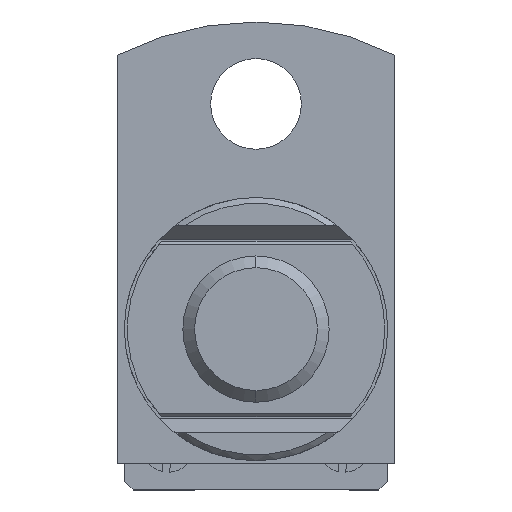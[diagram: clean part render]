
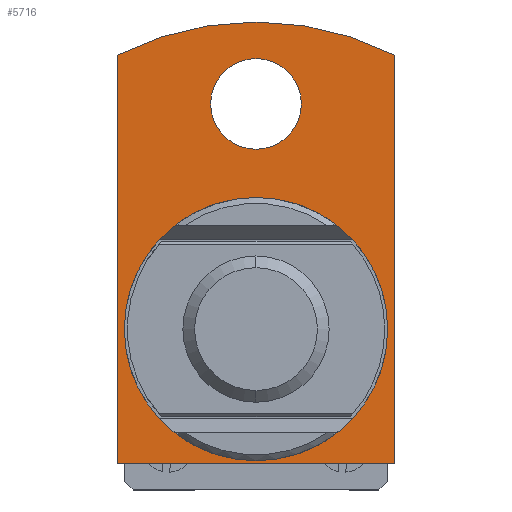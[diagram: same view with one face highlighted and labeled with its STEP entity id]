
A CAD part, front view. The second image highlights one B-rep face of the part: STEP entity #5716.
In plain terms, the highlighted planar face has unit normal (0, -1, 0).
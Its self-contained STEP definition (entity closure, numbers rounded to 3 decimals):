
#265 = DIRECTION ( 'NONE',  ( -1., 0., 0. ) ) ;
#338 = ORIENTED_EDGE ( 'NONE', *, *, #3523, .F. ) ;
#436 = AXIS2_PLACEMENT_3D ( 'NONE', #11970, #9832, #4240 ) ;
#501 = FACE_OUTER_BOUND ( 'NONE', #899, .T. ) ;
#661 = AXIS2_PLACEMENT_3D ( 'NONE', #1357, #5593, #9979 ) ;
#899 = EDGE_LOOP ( 'NONE', ( #6968, #8635, #1459, #338 ) ) ;
#1050 = CARTESIAN_POINT ( 'NONE',  ( 4.75, -5., -4.6 ) ) ;
#1357 = CARTESIAN_POINT ( 'NONE',  ( 0., -5., 7.7 ) ) ;
#1368 = VECTOR ( 'NONE', #8130, 1000. ) ;
#1459 = ORIENTED_EDGE ( 'NONE', *, *, #5110, .T. ) ;
#1754 = CIRCLE ( 'NONE', #436, 4.5 ) ;
#1918 = VERTEX_POINT ( 'NONE', #5201 ) ;
#2174 = CARTESIAN_POINT ( 'NONE',  ( -4.5, -5., 0. ) ) ;
#2265 = EDGE_CURVE ( 'Defeature ausgef�hrt5_5+Defeature ausgef�hrt5_27+Defeature ausgef�hrt5_15+Defeature ausgef�hrt5_16', #5153, #9886, #5834, .T. ) ;
#2317 = ORIENTED_EDGE ( 'NONE', *, *, #3588, .T. ) ;
#2365 = AXIS2_PLACEMENT_3D ( 'NONE', #12262, #9039, #12174 ) ;
#2367 = EDGE_CURVE ( 'Defeature ausgef�hrt5_5+Defeature ausgef�hrt5_15+Defeature ausgef�hrt5_0+Defeature ausgef�hrt5_27', #2831, #5153, #6523, .T. ) ;
#2610 = DIRECTION ( 'NONE',  ( 0., 1., 0. ) ) ;
#2831 = VERTEX_POINT ( 'NONE', #3326 ) ;
#3284 = CIRCLE ( 'NONE', #13787, 10.5 ) ;
#3326 = CARTESIAN_POINT ( 'NONE',  ( -4.75, -5., 9.364 ) ) ;
#3523 = EDGE_CURVE ( 'Defeature ausgef�hrt5_0+Defeature ausgef�hrt5_5+Defeature ausgef�hrt5_15+Defeature ausgef�hrt5_16', #2831, #7837, #3284, .T. ) ;
#3588 = EDGE_CURVE ( 'Defeature ausgef�hrt5_5+Defeature ausgef�hrt5_6+Defeature ausgef�hrt5_6+Defeature ausgef�hrt5_6', #4951, #12716, #1754, .T. ) ;
#3706 = CARTESIAN_POINT ( 'NONE',  ( 4.5, -5., 0. ) ) ;
#4071 = LINE ( 'NONE', #5789, #1368 ) ;
#4240 = DIRECTION ( 'NONE',  ( -1., 0., 0. ) ) ;
#4713 = EDGE_LOOP ( 'NONE', ( #9299, #2317 ) ) ;
#4753 = DIRECTION ( 'NONE',  ( 1., 0., 0. ) ) ;
#4951 = VERTEX_POINT ( 'NONE', #3706 ) ;
#5110 = EDGE_CURVE ( 'Defeature ausgef�hrt5_5+Defeature ausgef�hrt5_16+Defeature ausgef�hrt5_27+Defeature ausgef�hrt5_0', #9886, #7837, #4071, .T. ) ;
#5153 = VERTEX_POINT ( 'NONE', #10281 ) ;
#5201 = CARTESIAN_POINT ( 'NONE',  ( 1.55, -5., 7.7 ) ) ;
#5593 = DIRECTION ( 'NONE',  ( 0., 1., 0. ) ) ;
#5716 = ADVANCED_FACE ( 'Defeature ausgef�hrt5_5', ( #13898, #501, #11019 ), #13217, .F. ) ;
#5755 = CARTESIAN_POINT ( 'NONE',  ( 0., -5., 7.7 ) ) ;
#5789 = CARTESIAN_POINT ( 'NONE',  ( 4.75, -5., 10.5 ) ) ;
#5834 = LINE ( 'NONE', #13258, #9916 ) ;
#5946 = DIRECTION ( 'NONE',  ( -1., 0., 0. ) ) ;
#6298 = EDGE_CURVE ( 'Defeature ausgef�hrt5_5+Defeature ausgef�hrt5_261+Defeature ausgef�hrt5_261+Defeature ausgef�hrt5_261', #1918, #11155, #7943, .T. ) ;
#6368 = DIRECTION ( 'NONE',  ( -1., 0., 0. ) ) ;
#6523 = LINE ( 'NONE', #7868, #11628 ) ;
#6823 = AXIS2_PLACEMENT_3D ( 'NONE', #13209, #8981, #265 ) ;
#6920 = DIRECTION ( 'NONE',  ( 0., 0., -1. ) ) ;
#6968 = ORIENTED_EDGE ( 'NONE', *, *, #2367, .T. ) ;
#7276 = ORIENTED_EDGE ( 'NONE', *, *, #6298, .T. ) ;
#7692 = CIRCLE ( 'NONE', #10032, 1.55 ) ;
#7837 = VERTEX_POINT ( 'NONE', #12165 ) ;
#7868 = CARTESIAN_POINT ( 'NONE',  ( -4.75, -5., 10.5 ) ) ;
#7943 = CIRCLE ( 'NONE', #661, 1.55 ) ;
#8130 = DIRECTION ( 'NONE',  ( 0., 0., 1. ) ) ;
#8504 = CARTESIAN_POINT ( 'NONE',  ( 0., -5., 0. ) ) ;
#8635 = ORIENTED_EDGE ( 'NONE', *, *, #2265, .T. ) ;
#8818 = CARTESIAN_POINT ( 'NONE',  ( -1.55, -5., 7.7 ) ) ;
#8981 = DIRECTION ( 'NONE',  ( 0., 1., 0. ) ) ;
#9039 = DIRECTION ( 'NONE',  ( 0., 1., 0. ) ) ;
#9299 = ORIENTED_EDGE ( 'NONE', *, *, #10534, .T. ) ;
#9832 = DIRECTION ( 'NONE',  ( 0., 1., 0. ) ) ;
#9886 = VERTEX_POINT ( 'NONE', #1050 ) ;
#9916 = VECTOR ( 'NONE', #4753, 1000. ) ;
#9979 = DIRECTION ( 'NONE',  ( -1., 0., 0. ) ) ;
#9988 = EDGE_CURVE ( 'Defeature ausgef�hrt5_5+Defeature ausgef�hrt5_261+Defeature ausgef�hrt5_261+Defeature ausgef�hrt5_261', #11155, #1918, #7692, .T. ) ;
#10032 = AXIS2_PLACEMENT_3D ( 'NONE', #5755, #2610, #5946 ) ;
#10281 = CARTESIAN_POINT ( 'NONE',  ( -4.75, -5., -4.6 ) ) ;
#10510 = EDGE_LOOP ( 'NONE', ( #10532, #7276 ) ) ;
#10532 = ORIENTED_EDGE ( 'NONE', *, *, #9988, .T. ) ;
#10534 = EDGE_CURVE ( 'Defeature ausgef�hrt5_5+Defeature ausgef�hrt5_6+Defeature ausgef�hrt5_6+Defeature ausgef�hrt5_6', #12716, #4951, #11756, .T. ) ;
#11019 = FACE_BOUND ( 'NONE', #4713, .T. ) ;
#11155 = VERTEX_POINT ( 'NONE', #8818 ) ;
#11628 = VECTOR ( 'NONE', #6920, 1000. ) ;
#11756 = CIRCLE ( 'NONE', #6823, 4.5 ) ;
#11970 = CARTESIAN_POINT ( 'NONE',  ( 0., -5., 0. ) ) ;
#12165 = CARTESIAN_POINT ( 'NONE',  ( 4.75, -5., 9.364 ) ) ;
#12174 = DIRECTION ( 'NONE',  ( -1., 0., 0. ) ) ;
#12262 = CARTESIAN_POINT ( 'NONE',  ( 0., -5., 10.5 ) ) ;
#12716 = VERTEX_POINT ( 'NONE', #2174 ) ;
#12769 = DIRECTION ( 'NONE',  ( 0., 1., 0. ) ) ;
#13209 = CARTESIAN_POINT ( 'NONE',  ( 0., -5., 0. ) ) ;
#13217 = PLANE ( 'NONE',  #2365 ) ;
#13258 = CARTESIAN_POINT ( 'NONE',  ( 0., -5., -4.6 ) ) ;
#13787 = AXIS2_PLACEMENT_3D ( 'NONE', #8504, #12769, #6368 ) ;
#13898 = FACE_BOUND ( 'NONE', #10510, .T. ) ;
